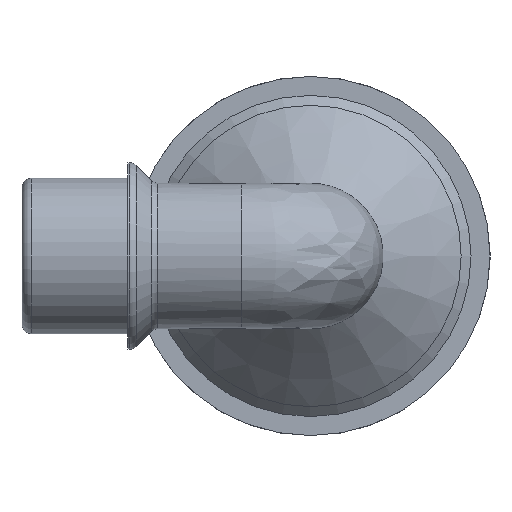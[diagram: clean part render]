
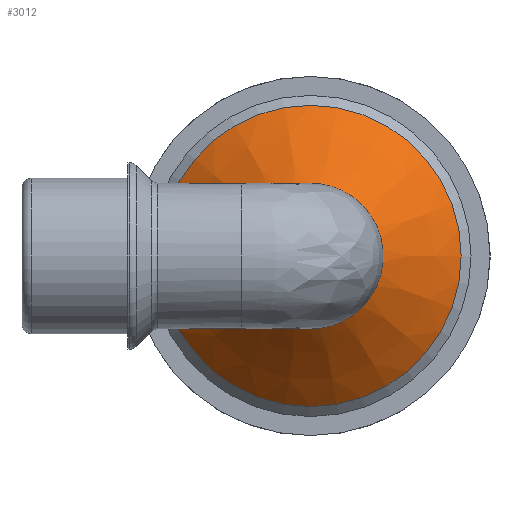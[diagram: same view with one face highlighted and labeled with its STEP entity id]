
A CAD part, left-side view. The second image highlights one B-rep face of the part: STEP entity #3012.
In plain terms, the highlighted conical face has half-angle 45 degrees and reference radius 18.981 mm.
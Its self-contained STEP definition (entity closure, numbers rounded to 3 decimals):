
#508=B_SPLINE_CURVE_WITH_KNOTS('',3,(#4619,#4620,#4621,#4622,#4623,#4624,
#4625,#4626,#4627,#4628),.UNSPECIFIED.,.F.,.F.,(4,2,2,2,4),(4.722,
4.921,5.128,5.334,5.533),
 .UNSPECIFIED.);
#599=CONICAL_SURFACE('',#3230,18.981,45.);
#629=FACE_BOUND('',#870,.T.);
#655=FACE_OUTER_BOUND('',#869,.T.);
#869=EDGE_LOOP('',(#2026,#2027));
#870=EDGE_LOOP('',(#2028));
#1105=CIRCLE('',#3229,12.361);
#1106=CIRCLE('',#3231,25.6);
#1284=VERTEX_POINT('',#4614);
#1285=VERTEX_POINT('',#4615);
#1286=VERTEX_POINT('',#4629);
#1561=EDGE_CURVE('',#1284,#1285,#1105,.T.);
#1562=EDGE_CURVE('',#1284,#1285,#508,.T.);
#1563=EDGE_CURVE('',#1286,#1286,#1106,.T.);
#2026=ORIENTED_EDGE('',*,*,#1562,.F.);
#2027=ORIENTED_EDGE('',*,*,#1561,.T.);
#2028=ORIENTED_EDGE('',*,*,#1563,.F.);
#3012=ADVANCED_FACE('',(#655,#629),#599,.T.);
#3229=AXIS2_PLACEMENT_3D('',#4617,#3628,#3629);
#3230=AXIS2_PLACEMENT_3D('',#4618,#3630,#3631);
#3231=AXIS2_PLACEMENT_3D('',#4630,#3632,#3633);
#3628=DIRECTION('center_axis',(1.,0.,0.));
#3629=DIRECTION('ref_axis',(0.,0.,-1.));
#3630=DIRECTION('center_axis',(1.,0.,0.));
#3631=DIRECTION('ref_axis',(0.,1.,0.));
#3632=DIRECTION('center_axis',(1.,0.,0.));
#3633=DIRECTION('ref_axis',(0.,0.,-1.));
#4614=CARTESIAN_POINT('',(11.72,11.72,3.929));
#4615=CARTESIAN_POINT('',(11.72,11.72,-3.929));
#4617=CARTESIAN_POINT('Origin',(11.72,0.,0.));
#4618=CARTESIAN_POINT('Origin',(18.339,0.,0.));
#4619=CARTESIAN_POINT('Ctrl Pts',(11.72,11.72,3.929));
#4620=CARTESIAN_POINT('Ctrl Pts',(11.898,12.085,3.399));
#4621=CARTESIAN_POINT('Ctrl Pts',(12.065,12.419,2.775));
#4622=CARTESIAN_POINT('Ctrl Pts',(12.299,12.882,1.421));
#4623=CARTESIAN_POINT('Ctrl Pts',(12.361,13.002,0.688));
#4624=CARTESIAN_POINT('Ctrl Pts',(12.361,13.002,-0.688));
#4625=CARTESIAN_POINT('Ctrl Pts',(12.299,12.882,-1.421));
#4626=CARTESIAN_POINT('Ctrl Pts',(12.065,12.419,-2.775));
#4627=CARTESIAN_POINT('Ctrl Pts',(11.898,12.085,-3.399));
#4628=CARTESIAN_POINT('Ctrl Pts',(11.72,11.72,-3.929));
#4629=CARTESIAN_POINT('',(24.959,25.6,0.));
#4630=CARTESIAN_POINT('Origin',(24.959,0.,0.));
